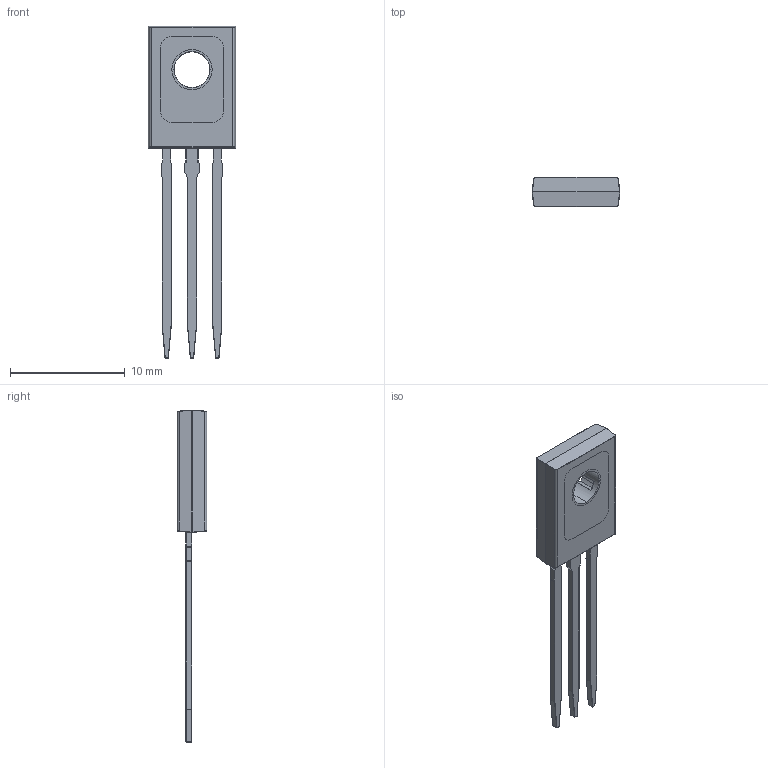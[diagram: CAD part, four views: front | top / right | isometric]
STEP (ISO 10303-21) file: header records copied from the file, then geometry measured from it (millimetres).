
FILE_DESCRIPTION (( 'STEP AP214' ), '1' );
FILE_NAME ('User Library-TO-126 (SOT32) Grey.STEP', '2016-11-04T08:22:36', ( 'Windows User' ), ( '' ), 'SwSTEP 2.0', 'SolidWorks 2016', '' );
FILE_SCHEMA (( 'AUTOMOTIVE_DESIGN' ));
Length unit declared in the file: millimetre
Products named in the file (1): User Library-TO-126 (SOT32) Grey
Bounding box: 7.6 x 2.55 x 28.89 mm (x, y, z)
Volume: 200.1 mm3; surface area: 501.9 mm2
Topology: 5 solids, 5 shells, 425 faces, 1104 edges, 641 vertices
Faces by surface type: cylinder 190, plane 101, sphere 72, torus 54, bspline 8
Entity records: 18409 total; most frequent: CARTESIAN_POINT 3567, DIRECTION 2211, ORIENTED_EDGE 2076, EDGE_CURVE 1038, AXIS2_PLACEMENT_3D 870, VERTEX_POINT 641, VECTOR 471, LINE 471
